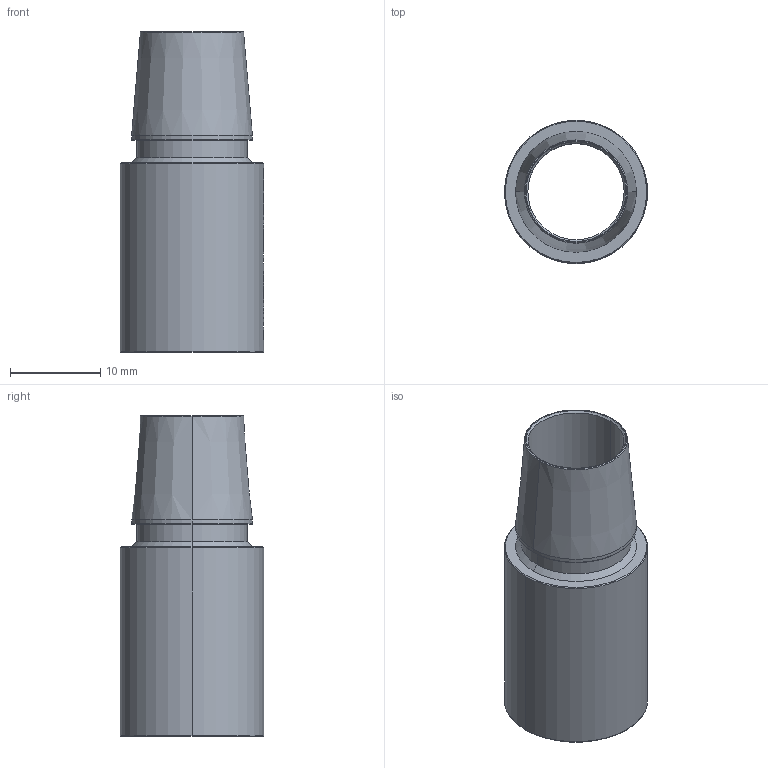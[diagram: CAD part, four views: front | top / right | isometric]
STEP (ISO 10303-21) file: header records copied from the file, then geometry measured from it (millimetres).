
FILE_DESCRIPTION (( 'STEP AP214' ), '1' );
FILE_NAME ('BM-A-IL-A-X.STEP', '2022-01-27T22:52:44', ( '' ), ( '' ), 'SwSTEP 2.0', 'SolidWorks 2018', '' );
FILE_SCHEMA (( 'AUTOMOTIVE_DESIGN' ));
Length unit declared in the file: millimetre
Products named in the file (1): BM-A-IL-A-X
Bounding box: 15.88 x 15.88 x 35.56 mm (x, y, z)
Volume: 1181.4 mm3; surface area: 3206.7 mm2
Topology: 1 solids, 1 shells, 238 faces, 656 edges, 430 vertices
Faces by surface type: plane 135, bspline 42, cylinder 41, cone 14, torus 6
Entity records: 9819 total; most frequent: CARTESIAN_POINT 4018, ORIENTED_EDGE 1312, DIRECTION 1044, EDGE_CURVE 656, VERTEX_POINT 430, AXIS2_PLACEMENT_3D 351, LINE 342, VECTOR 342
